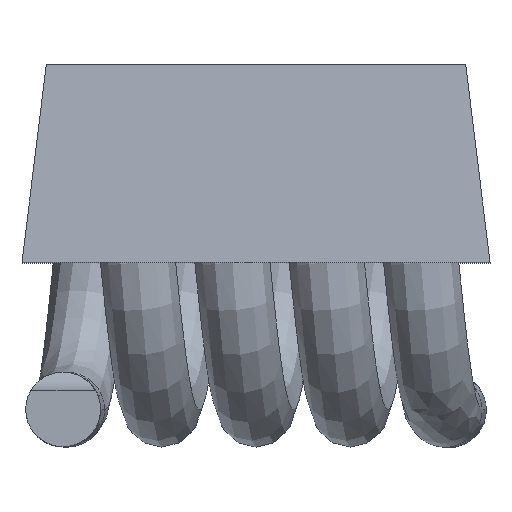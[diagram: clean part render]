
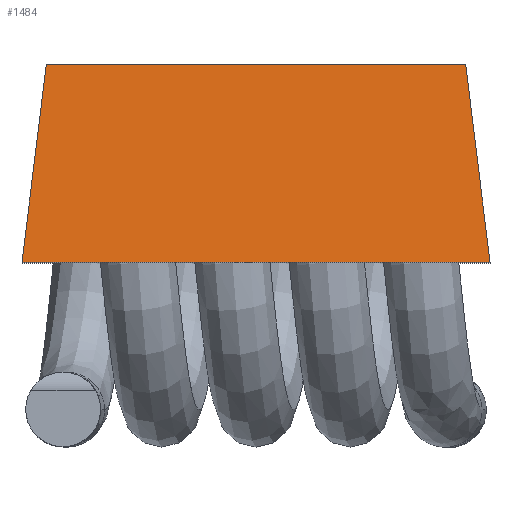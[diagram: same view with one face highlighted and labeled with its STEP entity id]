
A CAD part, top view. The second image highlights one B-rep face of the part: STEP entity #1484.
In plain terms, the highlighted planar face has unit normal (0, 0.122, 0.993).
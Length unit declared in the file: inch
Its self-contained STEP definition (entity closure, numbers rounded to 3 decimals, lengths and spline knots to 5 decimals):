
#16 = ORIENTED_EDGE ( 'NONE', *, *, #1476, .F. ) ;
#20 = ORIENTED_EDGE ( 'NONE', *, *, #1472, .T. ) ;
#76 = AXIS2_PLACEMENT_3D ( 'NONE', #2684, #2685, #2686 ) ;
#136 = EDGE_LOOP ( 'NONE', ( #20, #2834, #16, #2840 ) ) ;
#145 = CARTESIAN_POINT ( 'NONE',  ( 0.05625, 0.055, 0.06224 ) ) ;
#146 = DIRECTION ( 'NONE',  ( -1., 0., 0. ) ) ;
#148 = CARTESIAN_POINT ( 'NONE',  ( -0.01349, 0.055, 0.06224 ) ) ;
#150 = CARTESIAN_POINT ( 'NONE',  ( 0.11875, 0.114, 0.055 ) ) ;
#151 = DIRECTION ( 'NONE',  ( 0.121, -0.985, 0.121 ) ) ;
#152 = DIRECTION ( 'NONE',  ( 0.121, 0.985, -0.121 ) ) ;
#200 = VECTOR ( 'NONE', #146, 39.37008 ) ;
#977 = CARTESIAN_POINT ( 'NONE',  ( -0.00625, 0.114, 0.055 ) ) ;
#978 = CARTESIAN_POINT ( 'NONE',  ( 0.12599, 0.055, 0.06224 ) ) ;
#994 = CARTESIAN_POINT ( 'NONE',  ( 0.11875, 0.114, 0.055 ) ) ;
#1003 = CARTESIAN_POINT ( 'NONE',  ( -0.01349, 0.055, 0.06224 ) ) ;
#1472 = EDGE_CURVE ( 'NONE', #1643, #1626, #1691, .T. ) ;
#1473 = EDGE_CURVE ( 'NONE', #1652, #1626, #1692, .T. ) ;
#1476 = EDGE_CURVE ( 'NONE', #1627, #1652, #1695, .T. ) ;
#1478 = EDGE_CURVE ( 'NONE', #1643, #1627, #1697, .T. ) ;
#1484 = ADVANCED_FACE ( 'NONE', ( #1676 ), #2683, .T. ) ;
#1626 = VERTEX_POINT ( 'NONE', #977 ) ;
#1627 = VERTEX_POINT ( 'NONE', #978 ) ;
#1643 = VERTEX_POINT ( 'NONE', #994 ) ;
#1652 = VERTEX_POINT ( 'NONE', #1003 ) ;
#1676 = FACE_OUTER_BOUND ( 'NONE', #136, .T. ) ;
#1691 = LINE ( 'NONE', #2634, #2610 ) ;
#1692 = LINE ( 'NONE', #148, #2612 ) ;
#1695 = LINE ( 'NONE', #145, #200 ) ;
#1697 = LINE ( 'NONE', #150, #2611 ) ;
#2610 = VECTOR ( 'NONE', #2620, 39.37008 ) ;
#2611 = VECTOR ( 'NONE', #151, 39.37008 ) ;
#2612 = VECTOR ( 'NONE', #152, 39.37008 ) ;
#2620 = DIRECTION ( 'NONE',  ( -1., 0., 0. ) ) ;
#2634 = CARTESIAN_POINT ( 'NONE',  ( -0.00625, 0.114, 0.055 ) ) ;
#2683 = PLANE ( 'NONE',  #76 ) ;
#2684 = CARTESIAN_POINT ( 'NONE',  ( -0.00625, 0.114, 0.055 ) ) ;
#2685 = DIRECTION ( 'NONE',  ( 0., 0.122, 0.993 ) ) ;
#2686 = DIRECTION ( 'NONE',  ( 0., -0.993, 0.122 ) ) ;
#2834 = ORIENTED_EDGE ( 'NONE', *, *, #1473, .F. ) ;
#2840 = ORIENTED_EDGE ( 'NONE', *, *, #1478, .F. ) ;
